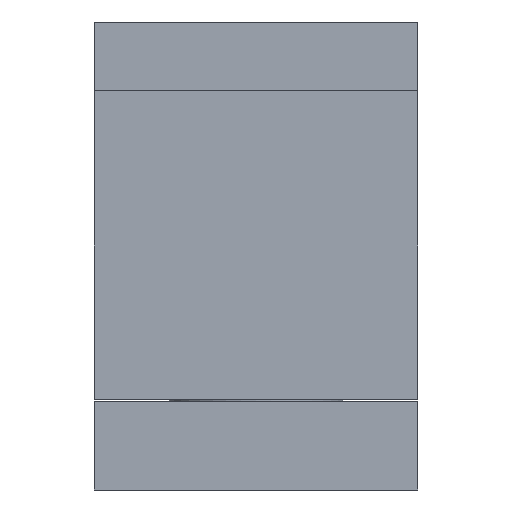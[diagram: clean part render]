
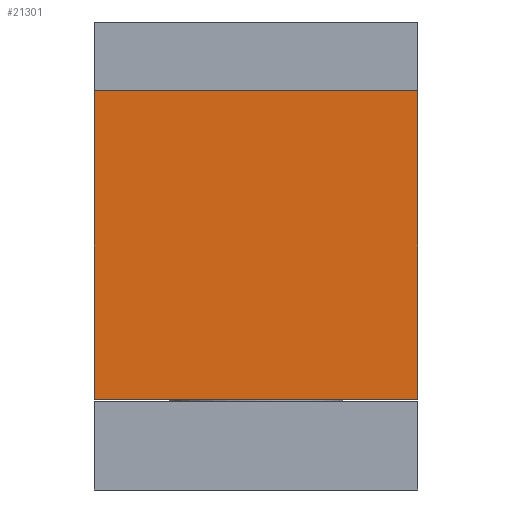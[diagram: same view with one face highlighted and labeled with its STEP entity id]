
A CAD part, front view. The second image highlights one B-rep face of the part: STEP entity #21301.
In plain terms, the highlighted planar face has unit normal (0, -1, 0).
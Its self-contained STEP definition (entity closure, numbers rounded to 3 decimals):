
#989=FACE_OUTER_BOUND('',#2321,.T.);
#2321=EDGE_LOOP('',(#14223,#14224,#14225,#14226));
#3743=LINE('',#30835,#6451);
#3789=LINE('',#30927,#6497);
#3791=LINE('',#30931,#6499);
#3793=LINE('',#30934,#6501);
#6451=VECTOR('',#24820,10.);
#6497=VECTOR('',#24898,10.);
#6499=VECTOR('',#24902,10.);
#6501=VECTOR('',#24906,10.);
#9159=VERTEX_POINT('',#30832);
#9160=VERTEX_POINT('',#30834);
#9190=VERTEX_POINT('',#30926);
#9191=VERTEX_POINT('',#30930);
#11142=EDGE_CURVE('',#9160,#9159,#3743,.T.);
#11188=EDGE_CURVE('',#9160,#9190,#3789,.T.);
#11190=EDGE_CURVE('',#9191,#9190,#3791,.T.);
#11192=EDGE_CURVE('',#9191,#9159,#3793,.T.);
#14223=ORIENTED_EDGE('',*,*,#11192,.F.);
#14224=ORIENTED_EDGE('',*,*,#11190,.T.);
#14225=ORIENTED_EDGE('',*,*,#11188,.F.);
#14226=ORIENTED_EDGE('',*,*,#11142,.T.);
#20109=PLANE('',#23177);
#21301=ADVANCED_FACE('',(#989),#20109,.T.);
#23177=AXIS2_PLACEMENT_3D('',#30933,#24904,#24905);
#24820=DIRECTION('',(1.,0.,0.));
#24898=DIRECTION('',(0.,0.,1.));
#24902=DIRECTION('',(-1.,0.,0.));
#24904=DIRECTION('center_axis',(0.,-1.,0.));
#24905=DIRECTION('ref_axis',(0.,0.,-1.));
#24906=DIRECTION('',(0.,0.,-1.));
#30832=CARTESIAN_POINT('',(3350.,-4300.,-3196.25));
#30834=CARTESIAN_POINT('',(-3350.,-4300.,-3196.25));
#30835=CARTESIAN_POINT('',(0.,-4300.,-3196.25));
#30926=CARTESIAN_POINT('',(-3350.,-4300.,3196.25));
#30927=CARTESIAN_POINT('',(-3350.,-4300.,-3196.25));
#30930=CARTESIAN_POINT('',(3350.,-4300.,3196.25));
#30931=CARTESIAN_POINT('',(0.,-4300.,3196.25));
#30933=CARTESIAN_POINT('Origin',(0.,-4300.,3196.25));
#30934=CARTESIAN_POINT('',(3350.,-4300.,3196.25));
